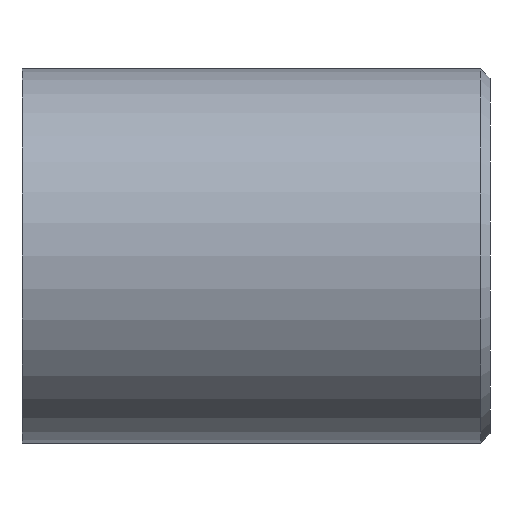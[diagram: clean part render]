
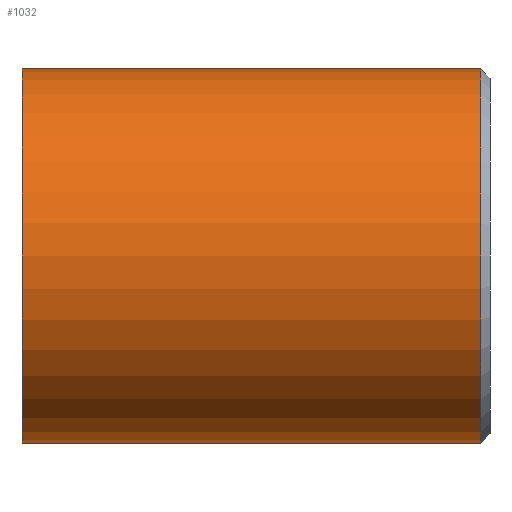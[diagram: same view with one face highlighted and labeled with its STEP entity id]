
A CAD part, left-side view. The second image highlights one B-rep face of the part: STEP entity #1032.
In plain terms, the highlighted cylindrical face has radius 10 mm (diameter 20 mm), a full revolution.
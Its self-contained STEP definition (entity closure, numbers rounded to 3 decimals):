
#144=CYLINDRICAL_SURFACE('',#1195,10.);
#151=FACE_OUTER_BOUND('',#209,.T.);
#209=EDGE_LOOP('',(#739,#740,#741,#742,#743,#744));
#273=LINE('',#1509,#371);
#371=VECTOR('',#1274,10.);
#469=CIRCLE('',#1193,10.);
#470=CIRCLE('',#1194,10.);
#471=CIRCLE('',#1196,10.);
#472=CIRCLE('',#1197,10.);
#487=VERTEX_POINT('',#1502);
#488=VERTEX_POINT('',#1504);
#489=VERTEX_POINT('',#1508);
#490=VERTEX_POINT('',#1510);
#588=EDGE_CURVE('',#487,#488,#469,.T.);
#589=EDGE_CURVE('',#488,#487,#470,.T.);
#590=EDGE_CURVE('',#488,#489,#273,.T.);
#591=EDGE_CURVE('',#489,#490,#471,.T.);
#592=EDGE_CURVE('',#490,#489,#472,.T.);
#739=ORIENTED_EDGE('',*,*,#588,.F.);
#740=ORIENTED_EDGE('',*,*,#589,.F.);
#741=ORIENTED_EDGE('',*,*,#590,.T.);
#742=ORIENTED_EDGE('',*,*,#591,.T.);
#743=ORIENTED_EDGE('',*,*,#592,.T.);
#744=ORIENTED_EDGE('',*,*,#590,.F.);
#1032=ADVANCED_FACE('',(#151),#144,.T.);
#1193=AXIS2_PLACEMENT_3D('',#1505,#1268,#1269);
#1194=AXIS2_PLACEMENT_3D('',#1506,#1270,#1271);
#1195=AXIS2_PLACEMENT_3D('',#1507,#1272,#1273);
#1196=AXIS2_PLACEMENT_3D('',#1511,#1275,#1276);
#1197=AXIS2_PLACEMENT_3D('',#1512,#1277,#1278);
#1268=DIRECTION('center_axis',(0.,-1.,0.));
#1269=DIRECTION('ref_axis',(-1.,0.,0.));
#1270=DIRECTION('center_axis',(0.,-1.,0.));
#1271=DIRECTION('ref_axis',(-1.,0.,0.));
#1272=DIRECTION('center_axis',(0.,-1.,0.));
#1273=DIRECTION('ref_axis',(1.,0.,0.));
#1274=DIRECTION('',(0.,1.,0.));
#1275=DIRECTION('center_axis',(0.,-1.,0.));
#1276=DIRECTION('ref_axis',(1.,0.,0.));
#1277=DIRECTION('center_axis',(0.,-1.,0.));
#1278=DIRECTION('ref_axis',(1.,0.,0.));
#1502=CARTESIAN_POINT('',(10.,0.5,0.));
#1504=CARTESIAN_POINT('',(-10.,0.5,0.));
#1505=CARTESIAN_POINT('Origin',(0.,0.5,0.));
#1506=CARTESIAN_POINT('Origin',(0.,0.5,0.));
#1507=CARTESIAN_POINT('Origin',(0.,12.5,0.));
#1508=CARTESIAN_POINT('',(-10.,25.,0.));
#1509=CARTESIAN_POINT('',(-10.,12.5,0.));
#1510=CARTESIAN_POINT('',(10.,25.,0.));
#1511=CARTESIAN_POINT('Origin',(0.,25.,0.));
#1512=CARTESIAN_POINT('Origin',(0.,25.,0.));
